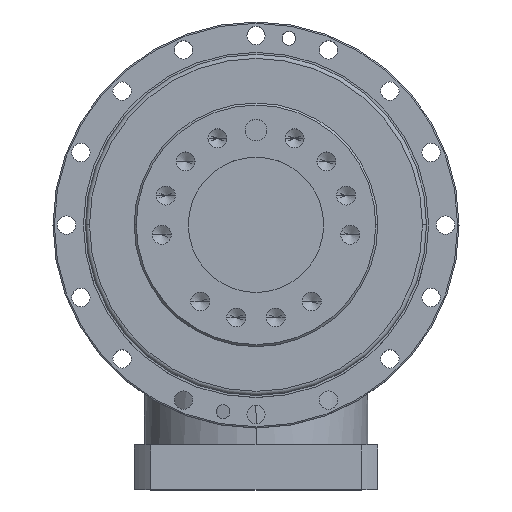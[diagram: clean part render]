
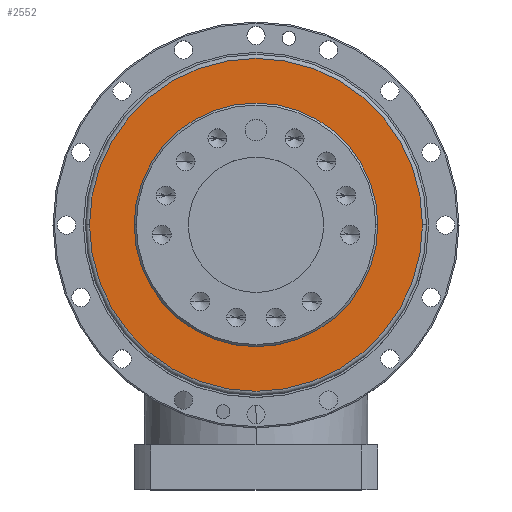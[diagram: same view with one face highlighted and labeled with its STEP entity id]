
A CAD part, top view. The second image highlights one B-rep face of the part: STEP entity #2552.
In plain terms, the highlighted planar face has unit normal (0, 0, 1).
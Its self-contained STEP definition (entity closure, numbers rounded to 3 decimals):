
#93 = VERTEX_POINT ( 'NONE', #3840 ) ;
#151 = AXIS2_PLACEMENT_3D ( 'NONE', #5829, #470, #3490 ) ;
#470 = DIRECTION ( 'NONE',  ( 0., 0., 1. ) ) ;
#1315 = CARTESIAN_POINT ( 'NONE',  ( 0., 0., 117.7 ) ) ;
#1520 = AXIS2_PLACEMENT_3D ( 'NONE', #9574, #4246, #10467 ) ;
#1540 = CARTESIAN_POINT ( 'NONE',  ( -90., 0., 117.7 ) ) ;
#1765 = CARTESIAN_POINT ( 'NONE',  ( 0., 0., 117.7 ) ) ;
#1815 = DIRECTION ( 'NONE',  ( 1., 0., 0. ) ) ;
#2018 = AXIS2_PLACEMENT_3D ( 'NONE', #1765, #7175, #1815 ) ;
#2115 = AXIS2_PLACEMENT_3D ( 'NONE', #1315, #7584, #2218 ) ;
#2218 = DIRECTION ( 'NONE',  ( 1., 0., 0. ) ) ;
#2552 = ADVANCED_FACE ( 'NONE', ( #9534, #7464 ), #5369, .T. ) ;
#2714 = CARTESIAN_POINT ( 'NONE',  ( 90., 0., 117.7 ) ) ;
#2878 = EDGE_CURVE ( 'NONE', #6312, #93, #7309, .T. ) ;
#2929 = ORIENTED_EDGE ( 'NONE', *, *, #10853, .F. ) ;
#3490 = DIRECTION ( 'NONE',  ( 1., 0., 0. ) ) ;
#3840 = CARTESIAN_POINT ( 'NONE',  ( -123., 0., 117.7 ) ) ;
#3844 = EDGE_CURVE ( 'NONE', #8099, #5578, #10622, .T. ) ;
#4175 = ORIENTED_EDGE ( 'NONE', *, *, #11086, .T. ) ;
#4246 = DIRECTION ( 'NONE',  ( 0., 0., 1. ) ) ;
#5273 = DIRECTION ( 'NONE',  ( 0., 0., 1. ) ) ;
#5363 = CIRCLE ( 'NONE', #1520, 123. ) ;
#5369 = PLANE ( 'NONE',  #2018 ) ;
#5578 = VERTEX_POINT ( 'NONE', #2714 ) ;
#5581 = CARTESIAN_POINT ( 'NONE',  ( 123., 0., 117.7 ) ) ;
#5829 = CARTESIAN_POINT ( 'NONE',  ( 0., 0., 117.7 ) ) ;
#6312 = VERTEX_POINT ( 'NONE', #5581 ) ;
#7175 = DIRECTION ( 'NONE',  ( 0., 0., 1. ) ) ;
#7252 = ORIENTED_EDGE ( 'NONE', *, *, #3844, .F. ) ;
#7309 = CIRCLE ( 'NONE', #151, 123. ) ;
#7331 = CIRCLE ( 'NONE', #10312, 90. ) ;
#7464 = FACE_BOUND ( 'NONE', #9179, .T. ) ;
#7584 = DIRECTION ( 'NONE',  ( 0., 0., 1. ) ) ;
#8099 = VERTEX_POINT ( 'NONE', #1540 ) ;
#8783 = ORIENTED_EDGE ( 'NONE', *, *, #2878, .T. ) ;
#9179 = EDGE_LOOP ( 'NONE', ( #2929, #7252 ) ) ;
#9455 = EDGE_LOOP ( 'NONE', ( #8783, #4175 ) ) ;
#9534 = FACE_OUTER_BOUND ( 'NONE', #9455, .T. ) ;
#9574 = CARTESIAN_POINT ( 'NONE',  ( 0., 0., 117.7 ) ) ;
#10312 = AXIS2_PLACEMENT_3D ( 'NONE', #10589, #5273, #11502 ) ;
#10467 = DIRECTION ( 'NONE',  ( 1., 0., 0. ) ) ;
#10589 = CARTESIAN_POINT ( 'NONE',  ( 0., 0., 117.7 ) ) ;
#10622 = CIRCLE ( 'NONE', #2115, 90. ) ;
#10853 = EDGE_CURVE ( 'NONE', #5578, #8099, #7331, .T. ) ;
#11086 = EDGE_CURVE ( 'NONE', #93, #6312, #5363, .T. ) ;
#11502 = DIRECTION ( 'NONE',  ( 1., 0., 0. ) ) ;
